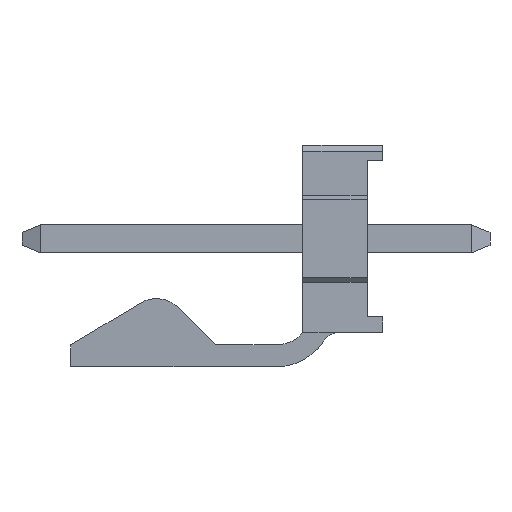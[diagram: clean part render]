
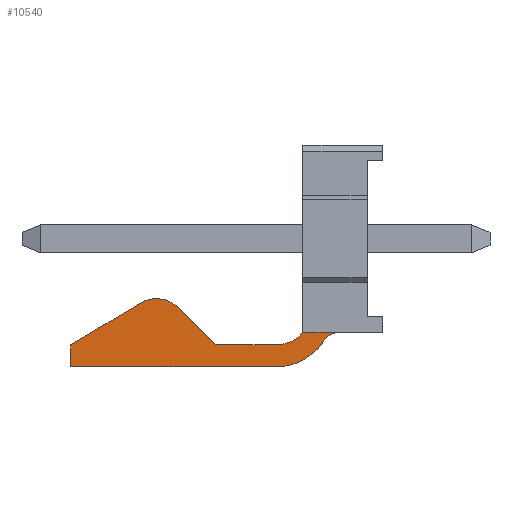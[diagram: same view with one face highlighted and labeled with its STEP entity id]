
A CAD part, left-side view. The second image highlights one B-rep face of the part: STEP entity #10540.
In plain terms, the highlighted planar face has unit normal (-0.999, 0.039, 0).
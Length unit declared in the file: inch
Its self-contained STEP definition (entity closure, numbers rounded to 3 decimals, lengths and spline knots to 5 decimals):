
#3385=CARTESIAN_POINT('',(-0.43677,0.00556,-0.15));
#3386=CARTESIAN_POINT('',(-0.43656,0.01101,-0.15));
#3387=CARTESIAN_POINT('',(-0.43619,0.02042,
-0.15274));
#3388=CARTESIAN_POINT('',(-0.43591,0.02782,
-0.15917));
#3389=CARTESIAN_POINT('',(-0.43579,0.03077,-0.16375));
#3391=CARTESIAN_POINT('',(-0.43579,0.03077,-0.16375));
#3392=CARTESIAN_POINT('',(-0.43562,0.0352,
-0.17063));
#3393=CARTESIAN_POINT('',(-0.43523,0.04525,
-0.18222));
#3394=CARTESIAN_POINT('',(-0.43454,0.06294,
-0.19477));
#3395=CARTESIAN_POINT('',(-0.43376,0.08307,
-0.20284));
#3396=CARTESIAN_POINT('',(-0.43317,0.09825,-0.205));
#3397=CARTESIAN_POINT('',(-0.43285,0.10643,-0.205));
#3399=DIRECTION('',(0.039,0.999,0.));
#3400=VECTOR('',#3399,0.32982);
#3401=CARTESIAN_POINT('',(-0.43285,0.10643,-0.205));
#3402=LINE('',#3401,#3400);
#3403=DIRECTION('',(0.,0.,1.));
#3404=VECTOR('',#3403,0.035);
#3405=CARTESIAN_POINT('',(-0.42005,0.436,-0.205));
#3406=LINE('',#3405,#3404);
#3407=DIRECTION('',(-0.033,-0.857,0.514));
#3408=VECTOR('',#3407,0.13017);
#3409=CARTESIAN_POINT('',(-0.42005,0.436,-0.17));
#3410=LINE('',#3409,#3408);
#3411=CARTESIAN_POINT('',(-0.42438,0.32442,
-0.10311));
#3412=CARTESIAN_POINT('',(-0.4246,0.31884,
-0.09977));
#3413=CARTESIAN_POINT('',(-0.42502,0.30805,
-0.09604));
#3414=CARTESIAN_POINT('',(-0.42562,0.2925,
-0.0956));
#3415=CARTESIAN_POINT('',(-0.4262,0.27752,
-0.0998));
#3416=CARTESIAN_POINT('',(-0.42658,0.26795,
-0.10605));
#3417=CARTESIAN_POINT('',(-0.42675,0.26336,
-0.11064));
#3419=DIRECTION('',(-0.027,-0.707,-0.707));
#3420=VECTOR('',#3419,0.08397);
#3421=CARTESIAN_POINT('',(-0.42675,0.26336,
-0.11064));
#3422=LINE('',#3421,#3420);
#3423=DIRECTION('',(-0.039,-0.999,0.));
#3424=VECTOR('',#3423,0.09765);
#3425=CARTESIAN_POINT('',(-0.42906,0.204,-0.17));
#3426=LINE('',#3425,#3424);
#3427=CARTESIAN_POINT('',(-0.43285,0.10643,-0.17));
#3428=CARTESIAN_POINT('',(-0.43319,0.09779,-0.17));
#3429=CARTESIAN_POINT('',(-0.43379,0.08231,
-0.16617));
#3430=CARTESIAN_POINT('',(-0.43429,0.0695,
-0.15667));
#3431=CARTESIAN_POINT('',(-0.4345,0.064,-0.15));
#3433=DIRECTION('',(-0.039,-0.999,0.));
#3434=VECTOR('',#3433,0.05849);
#3435=CARTESIAN_POINT('',(-0.4345,0.064,-0.15));
#3436=LINE('',#3435,#3434);
#5197=VERTEX_POINT('',#3385);
#5198=VERTEX_POINT('',#3389);
#5199=VERTEX_POINT('',#3397);
#5200=CARTESIAN_POINT('',(-0.42005,0.436,-0.205));
#5201=VERTEX_POINT('',#5200);
#5202=CARTESIAN_POINT('',(-0.42005,0.436,-0.17));
#5203=VERTEX_POINT('',#5202);
#5204=CARTESIAN_POINT('',(-0.42438,0.32442,
-0.10311));
#5205=VERTEX_POINT('',#5204);
#5206=CARTESIAN_POINT('',(-0.42675,0.26336,
-0.11064));
#5207=CARTESIAN_POINT('',(-0.42906,0.204,-0.17));
#5208=VERTEX_POINT('',#5206);
#5209=VERTEX_POINT('',#5207);
#5210=CARTESIAN_POINT('',(-0.43285,0.10643,-0.17));
#5211=VERTEX_POINT('',#5210);
#5212=VERTEX_POINT('',#3431);
#10523=CARTESIAN_POINT('',(-0.4345,0.064,1.01298));
#10524=DIRECTION('',(0.999,-0.039,0.));
#10525=DIRECTION('',(0.,0.,1.));
#10526=AXIS2_PLACEMENT_3D('',#10523,#10524,#10525);
#10527=PLANE('',#10526);
#10528=ORIENTED_EDGE('',*,*,#10420,.T.);
#10529=ORIENTED_EDGE('',*,*,#10434,.T.);
#10530=ORIENTED_EDGE('',*,*,#10448,.T.);
#10531=ORIENTED_EDGE('',*,*,#10462,.T.);
#10532=ORIENTED_EDGE('',*,*,#10476,.T.);
#10533=ORIENTED_EDGE('',*,*,#10490,.T.);
#10534=ORIENTED_EDGE('',*,*,#10504,.T.);
#10535=ORIENTED_EDGE('',*,*,#10517,.T.);
#10536=ORIENTED_EDGE('',*,*,#6441,.T.);
#10537=ORIENTED_EDGE('',*,*,#10406,.T.);
#10538=EDGE_LOOP('',(#10528,#10529,#10530,#10531,#10532,#10533,#10534,#10535,
#10536,#10537));
#10539=FACE_OUTER_BOUND('',#10538,.F.);
#10540=ADVANCED_FACE('',(#10539),#10527,.F.);
#3390=B_SPLINE_CURVE_WITH_KNOTS('',3,(#3385,#3386,#3387,#3388,#3389),
.UNSPECIFIED.,.F.,.F.,(4,1,4),(0.,0.5,1.),.UNSPECIFIED.);
#3398=B_SPLINE_CURVE_WITH_KNOTS('',3,(#3391,#3392,#3393,#3394,#3395,#3396,
#3397),.UNSPECIFIED.,.F.,.F.,(4,1,1,1,4),(0.,0.25,0.5,0.75,1.),
.UNSPECIFIED.);
#3418=B_SPLINE_CURVE_WITH_KNOTS('',3,(#3411,#3412,#3413,#3414,#3415,#3416,
#3417),.UNSPECIFIED.,.F.,.F.,(4,1,1,1,4),(0.,0.25,0.5,0.75,1.),
.UNSPECIFIED.);
#3432=B_SPLINE_CURVE_WITH_KNOTS('',3,(#3427,#3428,#3429,#3430,#3431),
.UNSPECIFIED.,.F.,.F.,(4,1,4),(0.,0.5,1.),.UNSPECIFIED.);
#6441=EDGE_CURVE('',#5211,#5212,#3432,.T.);
#10406=EDGE_CURVE('',#5212,#5197,#3436,.T.);
#10420=EDGE_CURVE('',#5197,#5198,#3390,.T.);
#10434=EDGE_CURVE('',#5198,#5199,#3398,.T.);
#10448=EDGE_CURVE('',#5199,#5201,#3402,.T.);
#10462=EDGE_CURVE('',#5201,#5203,#3406,.T.);
#10476=EDGE_CURVE('',#5203,#5205,#3410,.T.);
#10490=EDGE_CURVE('',#5205,#5208,#3418,.T.);
#10504=EDGE_CURVE('',#5208,#5209,#3422,.T.);
#10517=EDGE_CURVE('',#5209,#5211,#3426,.T.);
